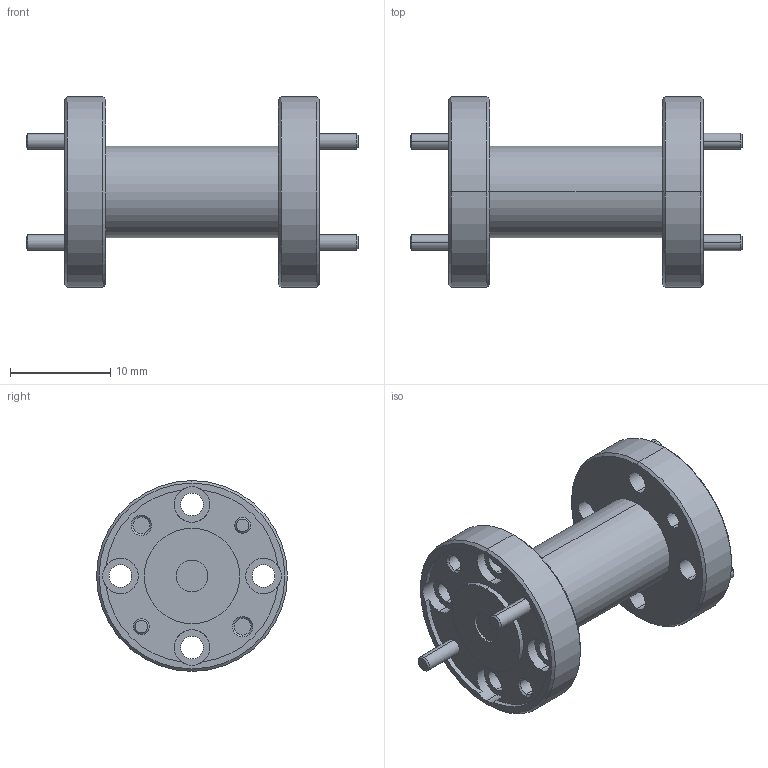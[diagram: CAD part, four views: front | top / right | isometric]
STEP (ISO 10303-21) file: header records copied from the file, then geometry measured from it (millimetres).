
FILE_DESCRIPTION (( 'STEP AP203' ), '1' );
FILE_NAME ('DMWT-12-101-SC-A.STEP', '2025-09-26T17:45:12', ( '' ), ( '' ), 'SwSTEP 2.0', 'SolidWorks 2021', '' );
FILE_SCHEMA (( 'CONFIG_CONTROL_DESIGN' ));
Length unit declared in the file: inch
Products named in the file (1): DMWT-12-101-SC-A
Bounding box: 33.15 x 19.05 x 19.05 mm (x, y, z)
Volume: 3111 mm3; surface area: 2359.5 mm2
Topology: 1 solids, 1 shells, 118 faces, 310 edges, 206 vertices
Faces by surface type: cylinder 68, plane 26, cone 24
Entity records: 3883 total; most frequent: DIRECTION 702, CARTESIAN_POINT 701, ORIENTED_EDGE 620, EDGE_CURVE 310, AXIS2_PLACEMENT_3D 295, VERTEX_POINT 206, CIRCLE 176, EDGE_LOOP 154
